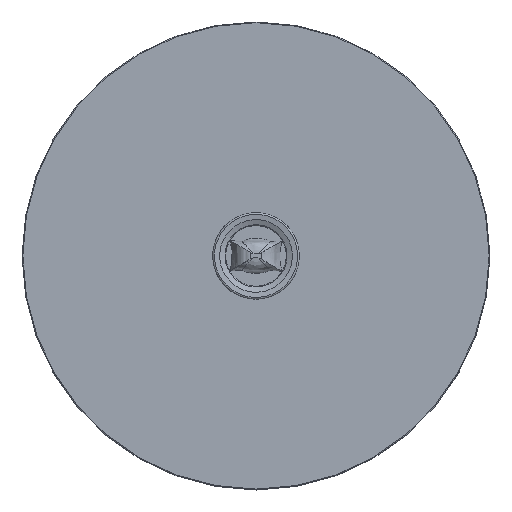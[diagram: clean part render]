
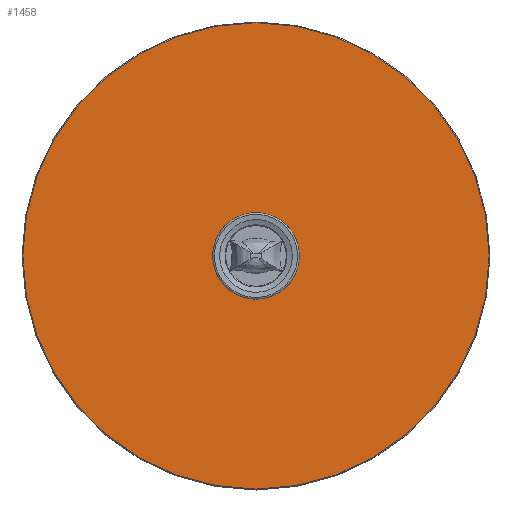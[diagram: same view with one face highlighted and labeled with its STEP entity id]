
A CAD part, top view. The second image highlights one B-rep face of the part: STEP entity #1458.
In plain terms, the highlighted planar face has unit normal (0, 0, 1).
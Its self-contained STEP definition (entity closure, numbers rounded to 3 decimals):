
#155=FACE_BOUND('',#398,.T.);
#197=PLANE('',#1602);
#289=FACE_OUTER_BOUND('',#397,.T.);
#397=EDGE_LOOP('',(#1350));
#398=EDGE_LOOP('',(#1351));
#626=CIRCLE('',#1600,80.75);
#628=CIRCLE('',#1603,15.);
#760=VERTEX_POINT('',#13647);
#761=VERTEX_POINT('',#13651);
#956=EDGE_CURVE('',#760,#760,#626,.T.);
#958=EDGE_CURVE('',#761,#761,#628,.T.);
#1350=ORIENTED_EDGE('',*,*,#956,.F.);
#1351=ORIENTED_EDGE('',*,*,#958,.T.);
#1458=ADVANCED_FACE('',(#289,#155),#197,.T.);
#1600=AXIS2_PLACEMENT_3D('',#13648,#1936,#1937);
#1602=AXIS2_PLACEMENT_3D('',#13650,#1940,#1941);
#1603=AXIS2_PLACEMENT_3D('',#13652,#1942,#1943);
#1936=DIRECTION('center_axis',(0.,0.,-1.));
#1937=DIRECTION('ref_axis',(1.,0.,0.));
#1940=DIRECTION('center_axis',(0.,0.,1.));
#1941=DIRECTION('ref_axis',(1.,0.,0.));
#1942=DIRECTION('center_axis',(0.,0.,-1.));
#1943=DIRECTION('ref_axis',(1.,0.,0.));
#13647=CARTESIAN_POINT('',(-80.75,0.,0.));
#13648=CARTESIAN_POINT('Origin',(0.,0.,0.));
#13650=CARTESIAN_POINT('Origin',(0.,0.,0.));
#13651=CARTESIAN_POINT('',(-15.,0.,0.));
#13652=CARTESIAN_POINT('Origin',(0.,0.,0.));
